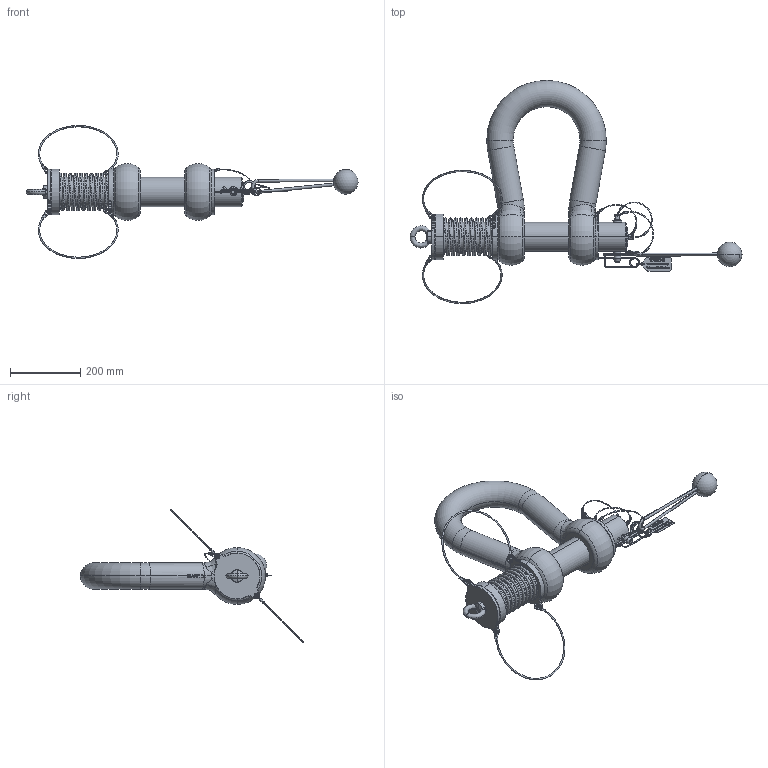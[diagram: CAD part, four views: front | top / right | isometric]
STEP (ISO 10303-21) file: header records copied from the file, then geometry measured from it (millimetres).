
FILE_DESCRIPTION(('STEP AP203'),'1');
FILE_NAME('POGHMB75ROVSRL.stp','2014-03-28T16:17:37',('TraceParts'),('TraceParts S.A.'),'XStep 1.0',' ',' ');
FILE_SCHEMA(('CONFIG_CONTROL_DESIGN'));
Length unit declared in the file: millimetre
Products named in the file (32): 1; 2; 3; 4; 5; 6; 7; 8; 9; 10; 11; 12; 13; 14; 15; 16; 17; 18; 19; 20; 21; 22; 23; 24; 25; 26; 27; 28; 29; 30; 31; 32
Bounding box: 944.56 x 634.88 x 378.76 mm (x, y, z)
Volume: 9288490.8 mm3; surface area: 766115.4 mm2
Topology: 32 solids, 32 shells, 1634 faces, 4191 edges, 2678 vertices
Faces by surface type: bspline 623, plane 586, cylinder 189, torus 170, cone 60, sphere 6
Entity records: 130390 total; most frequent: CARTESIAN_POINT 94165, ORIENTED_EDGE 8358, DIRECTION 5249, EDGE_CURVE 4179, VERTEX_POINT 2678, LINE 1867, VECTOR 1867, EDGE_LOOP 1763
